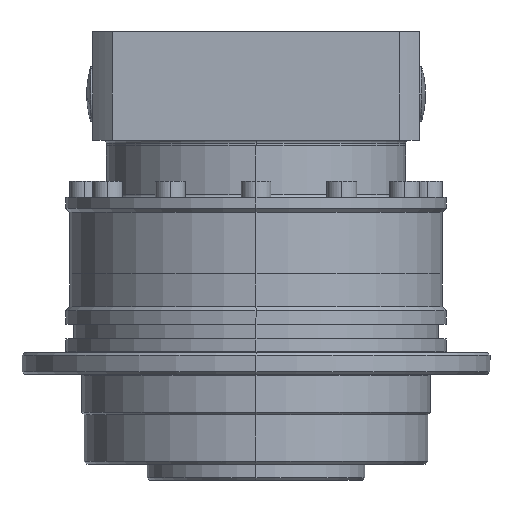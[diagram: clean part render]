
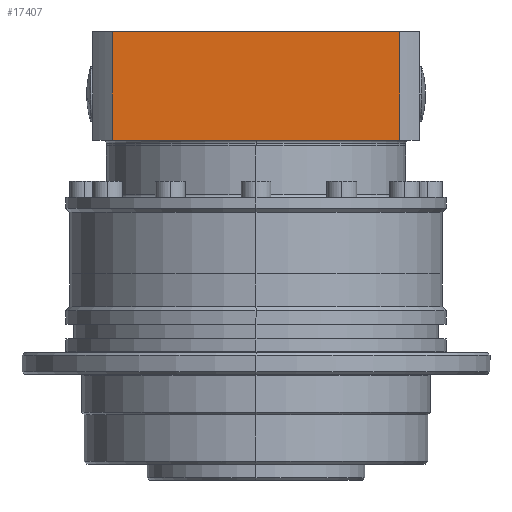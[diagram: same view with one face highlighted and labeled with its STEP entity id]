
A CAD part, left-side view. The second image highlights one B-rep face of the part: STEP entity #17407.
In plain terms, the highlighted planar face has unit normal (-1, 0, 0).
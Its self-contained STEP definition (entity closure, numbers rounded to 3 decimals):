
#1999 = VERTEX_POINT ( 'NONE', #11008 ) ;
#2007 = VERTEX_POINT ( 'NONE', #11016 ) ;
#2009 = VERTEX_POINT ( 'NONE', #11018 ) ;
#2010 = VERTEX_POINT ( 'NONE', #11019 ) ;
#8592 = AXIS2_PLACEMENT_3D ( 'NONE', #15766, #15771, #15772 ) ;
#11008 = CARTESIAN_POINT ( 'NONE',  ( -30., 26.458, 55.25 ) ) ;
#11016 = CARTESIAN_POINT ( 'NONE',  ( -30., -26.458, 35.25 ) ) ;
#11018 = CARTESIAN_POINT ( 'NONE',  ( -30., -26.458, 55.25 ) ) ;
#11019 = CARTESIAN_POINT ( 'NONE',  ( -30., 26.458, 35.25 ) ) ;
#13662 = FACE_OUTER_BOUND ( 'NONE', #29202, .T. ) ;
#14411 = LINE ( 'NONE', #17530, #14419 ) ;
#14414 = LINE ( 'NONE', #17532, #14424 ) ;
#14417 = LINE ( 'NONE', #17535, #14421 ) ;
#14419 = VECTOR ( 'NONE', #17534, 1000. ) ;
#14421 = VECTOR ( 'NONE', #17537, 1000. ) ;
#14423 = LINE ( 'NONE', #17539, #14428 ) ;
#14424 = VECTOR ( 'NONE', #17538, 1000. ) ;
#14428 = VECTOR ( 'NONE', #17540, 1000. ) ;
#15766 = CARTESIAN_POINT ( 'NONE',  ( -30., 30., 55.25 ) ) ;
#15769 = PLANE ( 'NONE',  #8592 ) ;
#15771 = DIRECTION ( 'NONE',  ( 1., 0., 0. ) ) ;
#15772 = DIRECTION ( 'NONE',  ( 0., 1., 0. ) ) ;
#17407 = ADVANCED_FACE ( 'NONE', ( #13662 ), #15769, .F. ) ;
#17530 = CARTESIAN_POINT ( 'NONE',  ( -30., 30., 35.25 ) ) ;
#17532 = CARTESIAN_POINT ( 'NONE',  ( -30., 30., 55.25 ) ) ;
#17534 = DIRECTION ( 'NONE',  ( 0., 1., 0. ) ) ;
#17535 = CARTESIAN_POINT ( 'NONE',  ( -30., -26.458, 31.75 ) ) ;
#17537 = DIRECTION ( 'NONE',  ( 0., 0., -1. ) ) ;
#17538 = DIRECTION ( 'NONE',  ( 0., -1., 0. ) ) ;
#17539 = CARTESIAN_POINT ( 'NONE',  ( -30., 26.458, 31.75 ) ) ;
#17540 = DIRECTION ( 'NONE',  ( 0., 0., 1. ) ) ;
#21964 = EDGE_CURVE ( 'NONE', #2007, #2010, #14411, .T. ) ;
#21965 = EDGE_CURVE ( 'NONE', #2009, #2007, #14417, .T. ) ;
#21966 = EDGE_CURVE ( 'NONE', #1999, #2009, #14414, .T. ) ;
#21967 = EDGE_CURVE ( 'NONE', #2010, #1999, #14423, .T. ) ;
#24771 = ORIENTED_EDGE ( 'NONE', *, *, #21964, .F. ) ;
#24772 = ORIENTED_EDGE ( 'NONE', *, *, #21965, .F. ) ;
#24773 = ORIENTED_EDGE ( 'NONE', *, *, #21966, .F. ) ;
#24774 = ORIENTED_EDGE ( 'NONE', *, *, #21967, .F. ) ;
#29202 = EDGE_LOOP ( 'NONE', ( #24771, #24772, #24773, #24774 ) ) ;
